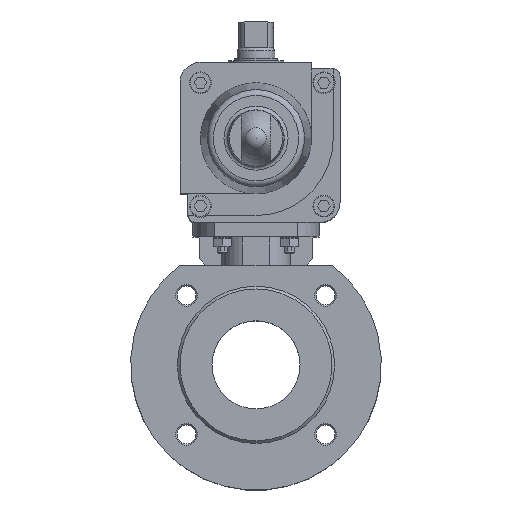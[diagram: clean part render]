
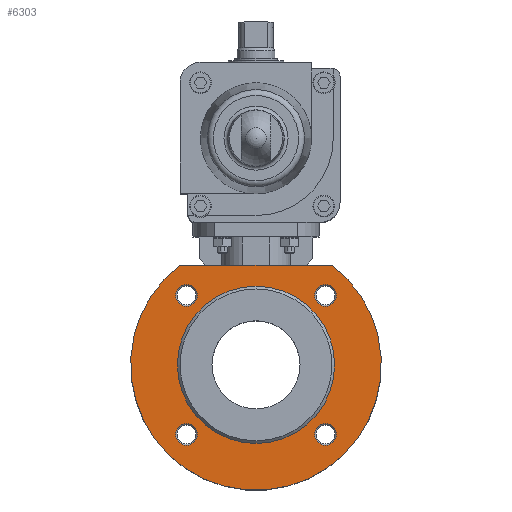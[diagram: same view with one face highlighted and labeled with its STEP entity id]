
A CAD part, top view. The second image highlights one B-rep face of the part: STEP entity #6303.
In plain terms, the highlighted face is planar.
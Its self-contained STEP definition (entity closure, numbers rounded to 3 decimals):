
#255=CIRCLE('',#6820,92.5);
#256=CIRCLE('',#6822,58.);
#257=CIRCLE('',#6823,8.);
#258=CIRCLE('',#6824,8.);
#259=CIRCLE('',#6825,8.);
#260=CIRCLE('',#6826,8.);
#766=ORIENTED_EDGE('',*,*,#2428,.F.);
#767=ORIENTED_EDGE('',*,*,#2429,.F.);
#768=ORIENTED_EDGE('',*,*,#2430,.F.);
#769=ORIENTED_EDGE('',*,*,#2431,.F.);
#770=ORIENTED_EDGE('',*,*,#2432,.F.);
#771=ORIENTED_EDGE('',*,*,#2392,.F.);
#772=ORIENTED_EDGE('',*,*,#2427,.T.);
#2392=EDGE_CURVE('',#3224,#3225,#3858,.T.);
#2427=EDGE_CURVE('',#3224,#3225,#255,.T.);
#2428=EDGE_CURVE('',#3250,#3250,#256,.T.);
#2429=EDGE_CURVE('',#3251,#3251,#257,.T.);
#2430=EDGE_CURVE('',#3252,#3252,#258,.T.);
#2431=EDGE_CURVE('',#3253,#3253,#259,.T.);
#2432=EDGE_CURVE('',#3254,#3254,#260,.T.);
#3224=VERTEX_POINT('',#9606);
#3225=VERTEX_POINT('',#9608);
#3250=VERTEX_POINT('',#9675);
#3251=VERTEX_POINT('',#9677);
#3252=VERTEX_POINT('',#9679);
#3253=VERTEX_POINT('',#9681);
#3254=VERTEX_POINT('',#9683);
#3858=LINE('',#9607,#4386);
#4386=VECTOR('',#7611,1000.);
#4880=EDGE_LOOP('',(#766));
#4881=EDGE_LOOP('',(#767));
#4882=EDGE_LOOP('',(#768));
#4883=EDGE_LOOP('',(#769));
#4884=EDGE_LOOP('',(#770));
#4885=EDGE_LOOP('',(#771,#772));
#5480=FACE_BOUND('',#4880,.T.);
#5481=FACE_BOUND('',#4881,.T.);
#5482=FACE_BOUND('',#4882,.T.);
#5483=FACE_BOUND('',#4883,.T.);
#5484=FACE_BOUND('',#4884,.T.);
#5485=FACE_BOUND('',#4885,.T.);
#6077=PLANE('',#6821);
#6303=ADVANCED_FACE('',(#5480,#5481,#5482,#5483,#5484,#5485),#6077,.F.);
#6820=AXIS2_PLACEMENT_3D('',#9672,#7677,#7678);
#6821=AXIS2_PLACEMENT_3D('',#9673,#7679,#7680);
#6822=AXIS2_PLACEMENT_3D('',#9674,#7681,#7682);
#6823=AXIS2_PLACEMENT_3D('',#9676,#7683,#7684);
#6824=AXIS2_PLACEMENT_3D('',#9678,#7685,#7686);
#6825=AXIS2_PLACEMENT_3D('',#9680,#7687,#7688);
#6826=AXIS2_PLACEMENT_3D('',#9682,#7689,#7690);
#7611=DIRECTION('',(-1.,0.,0.));
#7677=DIRECTION('',(0.,0.,-1.));
#7678=DIRECTION('',(-1.,0.,0.));
#7679=DIRECTION('',(0.,0.,1.));
#7680=DIRECTION('',(1.,0.,0.));
#7681=DIRECTION('',(0.,0.,-1.));
#7682=DIRECTION('',(-1.,0.,0.));
#7683=DIRECTION('',(0.,0.,-1.));
#7684=DIRECTION('',(-1.,0.,0.));
#7685=DIRECTION('',(0.,0.,-1.));
#7686=DIRECTION('',(-1.,0.,0.));
#7687=DIRECTION('',(0.,0.,-1.));
#7688=DIRECTION('',(-1.,0.,0.));
#7689=DIRECTION('',(0.,0.,-1.));
#7690=DIRECTION('',(-1.,0.,0.));
#9606=CARTESIAN_POINT('',(56.16,73.5,-48.));
#9607=CARTESIAN_POINT('',(0.,73.5,-48.));
#9608=CARTESIAN_POINT('',(-56.16,73.5,-48.));
#9672=CARTESIAN_POINT('',(0.,0.,-48.));
#9673=CARTESIAN_POINT('',(0.,92.5,-48.));
#9674=CARTESIAN_POINT('',(0.,0.,-48.));
#9675=CARTESIAN_POINT('',(-58.,0.,-48.));
#9676=CARTESIAN_POINT('',(51.265,51.265,-48.));
#9677=CARTESIAN_POINT('',(43.265,51.265,-48.));
#9678=CARTESIAN_POINT('',(51.265,-51.265,-48.));
#9679=CARTESIAN_POINT('',(43.265,-51.265,-48.));
#9680=CARTESIAN_POINT('',(-51.265,-51.265,-48.));
#9681=CARTESIAN_POINT('',(-59.265,-51.265,-48.));
#9682=CARTESIAN_POINT('',(-51.265,51.265,-48.));
#9683=CARTESIAN_POINT('',(-59.265,51.265,-48.));
